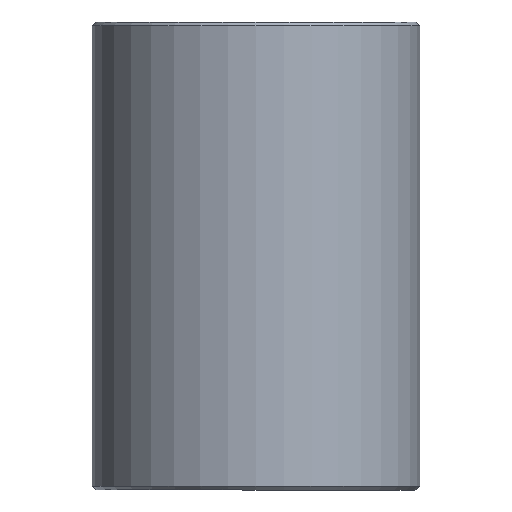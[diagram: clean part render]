
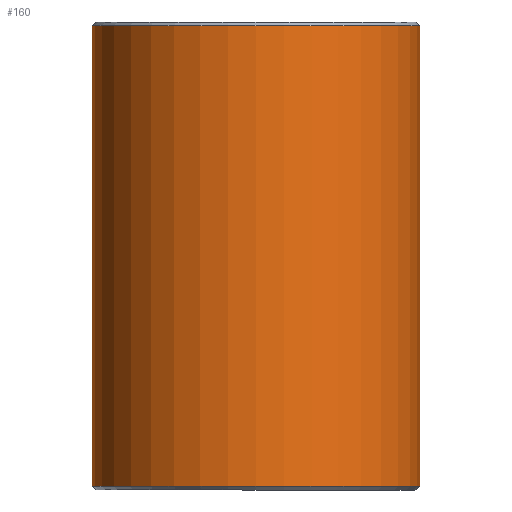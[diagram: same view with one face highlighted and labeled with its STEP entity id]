
A CAD part, front view. The second image highlights one B-rep face of the part: STEP entity #160.
In plain terms, the highlighted cylindrical face has radius 35 mm (diameter 70 mm), a full revolution.
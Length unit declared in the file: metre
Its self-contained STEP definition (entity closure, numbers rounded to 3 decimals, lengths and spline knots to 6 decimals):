
#160=ADVANCED_FACE('',(#186,#187),#188,.T.);
#186=FACE_OUTER_BOUND('',#792,.T.);
#187=FACE_OUTER_BOUND('',#793,.T.);
#188=CYLINDRICAL_SURFACE('',#794,0.035);
#792=EDGE_LOOP('',(#1423));
#793=EDGE_LOOP('',(#1424));
#794=AXIS2_PLACEMENT_3D('',#1425,#1426,#1427);
#1423=ORIENTED_EDGE('',*,*,#1468,.T.);
#1424=ORIENTED_EDGE('',*,*,#1469,.F.);
#1425=CARTESIAN_POINT('',(0.0,0.0,0.));
#1426=DIRECTION('',(0.0,0.,-1.0));
#1427=DIRECTION('',(0.0,1.0,0.));
#1468=EDGE_CURVE('',#1500,#1500,#1501,.T.);
#1469=EDGE_CURVE('',#1502,#1502,#1503,.T.);
#1500=VERTEX_POINT('',#1764);
#1501=CIRCLE('',#1765,0.035);
#1502=VERTEX_POINT('',#1766);
#1503=CIRCLE('',#1767,0.035);
#1764=CARTESIAN_POINT('',(0.0,0.035,0.0992));
#1765=AXIS2_PLACEMENT_3D('',#1800,#1801,#1802);
#1766=CARTESIAN_POINT('',(0.0,0.035,0.0008));
#1767=AXIS2_PLACEMENT_3D('',#1803,#1804,#1805);
#1800=CARTESIAN_POINT('',(0.0,0.,0.0992));
#1801=DIRECTION('',(0.0,0.,-1.0));
#1802=DIRECTION('',(0.0,1.0,0.));
#1803=CARTESIAN_POINT('',(0.0,0.0,0.0008));
#1804=DIRECTION('',(0.0,0.,-1.0));
#1805=DIRECTION('',(0.0,1.0,0.));
